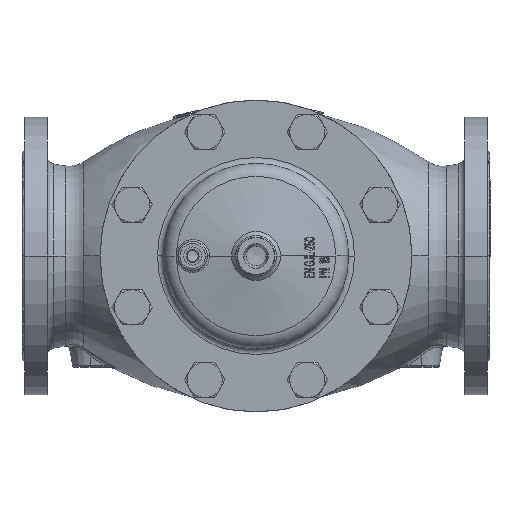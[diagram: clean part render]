
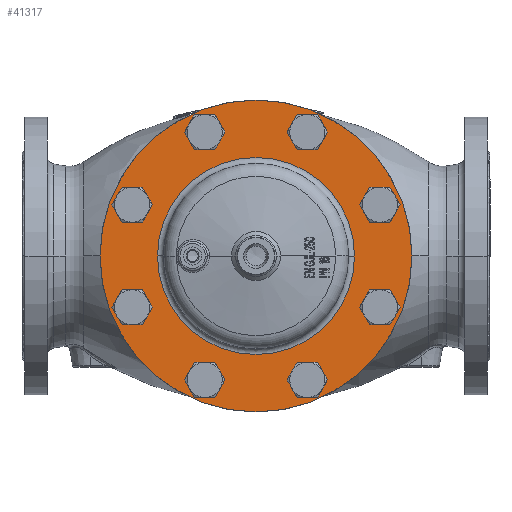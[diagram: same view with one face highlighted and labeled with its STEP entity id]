
A CAD part, front view. The second image highlights one B-rep face of the part: STEP entity #41317.
In plain terms, the highlighted planar face has unit normal (0, -1, 0).
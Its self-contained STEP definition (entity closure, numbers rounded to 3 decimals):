
#34186=CARTESIAN_POINT('',(0.,95.,0.));
#34187=DIRECTION('',(0.,-1.,0.));
#34188=DIRECTION('',(-1.,0.,0.));
#34189=AXIS2_PLACEMENT_3D('',#34186,#34187,#34188);
#34191=CARTESIAN_POINT('',(0.,95.,0.));
#34192=DIRECTION('',(0.,-1.,0.));
#34193=DIRECTION('',(1.,0.,0.));
#34194=AXIS2_PLACEMENT_3D('',#34191,#34192,#34193);
#34196=CARTESIAN_POINT('',(-127.033,95.,52.619));
#34197=DIRECTION('',(0.,1.,0.));
#34198=DIRECTION('',(-1.,0.,0.));
#34199=AXIS2_PLACEMENT_3D('',#34196,#34197,#34198);
#34201=CARTESIAN_POINT('',(-127.033,95.,52.619));
#34202=DIRECTION('',(0.,1.,0.));
#34203=DIRECTION('',(1.,0.,0.));
#34204=AXIS2_PLACEMENT_3D('',#34201,#34202,#34203);
#34206=CARTESIAN_POINT('',(-52.619,95.,127.033));
#34207=DIRECTION('',(0.,1.,0.));
#34208=DIRECTION('',(-1.,0.,0.));
#34209=AXIS2_PLACEMENT_3D('',#34206,#34207,#34208);
#34211=CARTESIAN_POINT('',(-52.619,95.,127.033));
#34212=DIRECTION('',(0.,1.,0.));
#34213=DIRECTION('',(1.,0.,0.));
#34214=AXIS2_PLACEMENT_3D('',#34211,#34212,#34213);
#34216=CARTESIAN_POINT('',(52.619,95.,127.033));
#34217=DIRECTION('',(0.,1.,0.));
#34218=DIRECTION('',(-1.,0.,0.));
#34219=AXIS2_PLACEMENT_3D('',#34216,#34217,#34218);
#34221=CARTESIAN_POINT('',(52.619,95.,127.033));
#34222=DIRECTION('',(0.,1.,0.));
#34223=DIRECTION('',(1.,0.,0.));
#34224=AXIS2_PLACEMENT_3D('',#34221,#34222,#34223);
#34226=CARTESIAN_POINT('',(127.033,95.,52.619));
#34227=DIRECTION('',(0.,1.,0.));
#34228=DIRECTION('',(-1.,0.,0.));
#34229=AXIS2_PLACEMENT_3D('',#34226,#34227,#34228);
#34231=CARTESIAN_POINT('',(127.033,95.,52.619));
#34232=DIRECTION('',(0.,1.,0.));
#34233=DIRECTION('',(1.,0.,0.));
#34234=AXIS2_PLACEMENT_3D('',#34231,#34232,#34233);
#34236=CARTESIAN_POINT('',(127.033,95.,-52.619));
#34237=DIRECTION('',(0.,1.,0.));
#34238=DIRECTION('',(-1.,0.,0.));
#34239=AXIS2_PLACEMENT_3D('',#34236,#34237,#34238);
#34241=CARTESIAN_POINT('',(127.033,95.,-52.619));
#34242=DIRECTION('',(0.,1.,0.));
#34243=DIRECTION('',(1.,0.,0.));
#34244=AXIS2_PLACEMENT_3D('',#34241,#34242,#34243);
#34246=CARTESIAN_POINT('',(52.619,95.,-127.033));
#34247=DIRECTION('',(0.,1.,0.));
#34248=DIRECTION('',(-1.,0.,0.));
#34249=AXIS2_PLACEMENT_3D('',#34246,#34247,#34248);
#34251=CARTESIAN_POINT('',(52.619,95.,-127.033));
#34252=DIRECTION('',(0.,1.,0.));
#34253=DIRECTION('',(1.,0.,0.));
#34254=AXIS2_PLACEMENT_3D('',#34251,#34252,#34253);
#34256=CARTESIAN_POINT('',(-52.619,95.,-127.033));
#34257=DIRECTION('',(0.,1.,0.));
#34258=DIRECTION('',(-1.,0.,0.));
#34259=AXIS2_PLACEMENT_3D('',#34256,#34257,#34258);
#34261=CARTESIAN_POINT('',(-52.619,95.,-127.033));
#34262=DIRECTION('',(0.,1.,0.));
#34263=DIRECTION('',(1.,0.,0.));
#34264=AXIS2_PLACEMENT_3D('',#34261,#34262,#34263);
#34266=CARTESIAN_POINT('',(-127.033,95.,-52.619));
#34267=DIRECTION('',(0.,1.,0.));
#34268=DIRECTION('',(-1.,0.,0.));
#34269=AXIS2_PLACEMENT_3D('',#34266,#34267,#34268);
#34271=CARTESIAN_POINT('',(-127.033,95.,-52.619));
#34272=DIRECTION('',(0.,1.,0.));
#34273=DIRECTION('',(1.,0.,0.));
#34274=AXIS2_PLACEMENT_3D('',#34271,#34272,#34273);
#34280=CARTESIAN_POINT('',(0.,95.,0.));
#34281=DIRECTION('',(0.,-1.,0.));
#34282=DIRECTION('',(1.,0.,0.));
#34283=AXIS2_PLACEMENT_3D('',#34280,#34281,#34282);
#34289=CARTESIAN_POINT('',(0.,95.,0.));
#34290=DIRECTION('',(0.,1.,0.));
#34291=DIRECTION('',(1.,0.,0.));
#34292=AXIS2_PLACEMENT_3D('',#34289,#34290,#34291);
#37758=CARTESIAN_POINT('',(159.882,95.,0.));
#37760=VERTEX_POINT('',#37758);
#37786=CARTESIAN_POINT('',(-159.882,95.,0.));
#37788=VERTEX_POINT('',#37786);
#37816=CARTESIAN_POINT('',(-101.,95.,0.));
#37817=CARTESIAN_POINT('',(101.,95.,0.));
#37818=VERTEX_POINT('',#37816);
#37819=VERTEX_POINT('',#37817);
#37878=CARTESIAN_POINT('',(-141.033,95.,52.619));
#37879=CARTESIAN_POINT('',(-113.033,95.,52.619));
#37880=VERTEX_POINT('',#37878);
#37881=VERTEX_POINT('',#37879);
#37894=CARTESIAN_POINT('',(-66.619,95.,127.033));
#37895=CARTESIAN_POINT('',(-38.619,95.,127.033));
#37896=VERTEX_POINT('',#37894);
#37897=VERTEX_POINT('',#37895);
#37908=CARTESIAN_POINT('',(38.619,95.,127.033));
#37909=CARTESIAN_POINT('',(66.619,95.,127.033));
#37910=VERTEX_POINT('',#37908);
#37911=VERTEX_POINT('',#37909);
#37922=CARTESIAN_POINT('',(113.033,95.,52.619));
#37923=CARTESIAN_POINT('',(141.033,95.,52.619));
#37924=VERTEX_POINT('',#37922);
#37925=VERTEX_POINT('',#37923);
#37936=CARTESIAN_POINT('',(113.033,95.,-52.619));
#37937=CARTESIAN_POINT('',(141.033,95.,-52.619));
#37938=VERTEX_POINT('',#37936);
#37939=VERTEX_POINT('',#37937);
#37950=CARTESIAN_POINT('',(38.619,95.,-127.033));
#37951=CARTESIAN_POINT('',(66.619,95.,-127.033));
#37952=VERTEX_POINT('',#37950);
#37953=VERTEX_POINT('',#37951);
#37964=CARTESIAN_POINT('',(-66.619,95.,-127.033));
#37965=CARTESIAN_POINT('',(-38.619,95.,-127.033));
#37966=VERTEX_POINT('',#37964);
#37967=VERTEX_POINT('',#37965);
#37978=CARTESIAN_POINT('',(-141.033,95.,-52.619));
#37979=CARTESIAN_POINT('',(-113.033,95.,-52.619));
#37980=VERTEX_POINT('',#37978);
#37981=VERTEX_POINT('',#37979);
#41253=CARTESIAN_POINT('',(0.,95.,0.));
#41254=DIRECTION('',(0.,1.,0.));
#41255=DIRECTION('',(1.,0.,0.));
#41256=AXIS2_PLACEMENT_3D('',#41253,#41254,#41255);
#41257=PLANE('',#41256);
#41259=ORIENTED_EDGE('',*,*,#41258,.F.);
#41261=ORIENTED_EDGE('',*,*,#41260,.T.);
#41262=EDGE_LOOP('',(#41259,#41261));
#41263=FACE_OUTER_BOUND('',#41262,.F.);
#41265=ORIENTED_EDGE('',*,*,#41264,.T.);
#41266=ORIENTED_EDGE('',*,*,#41243,.T.);
#41267=EDGE_LOOP('',(#41265,#41266));
#41268=FACE_BOUND('',#41267,.F.);
#41270=ORIENTED_EDGE('',*,*,#41269,.F.);
#41272=ORIENTED_EDGE('',*,*,#41271,.F.);
#41273=EDGE_LOOP('',(#41270,#41272));
#41274=FACE_BOUND('',#41273,.F.);
#41276=ORIENTED_EDGE('',*,*,#41275,.F.);
#41278=ORIENTED_EDGE('',*,*,#41277,.F.);
#41279=EDGE_LOOP('',(#41276,#41278));
#41280=FACE_BOUND('',#41279,.F.);
#41282=ORIENTED_EDGE('',*,*,#41281,.F.);
#41284=ORIENTED_EDGE('',*,*,#41283,.F.);
#41285=EDGE_LOOP('',(#41282,#41284));
#41286=FACE_BOUND('',#41285,.F.);
#41288=ORIENTED_EDGE('',*,*,#41287,.F.);
#41290=ORIENTED_EDGE('',*,*,#41289,.F.);
#41291=EDGE_LOOP('',(#41288,#41290));
#41292=FACE_BOUND('',#41291,.F.);
#41294=ORIENTED_EDGE('',*,*,#41293,.F.);
#41296=ORIENTED_EDGE('',*,*,#41295,.F.);
#41297=EDGE_LOOP('',(#41294,#41296));
#41298=FACE_BOUND('',#41297,.F.);
#41300=ORIENTED_EDGE('',*,*,#41299,.F.);
#41302=ORIENTED_EDGE('',*,*,#41301,.F.);
#41303=EDGE_LOOP('',(#41300,#41302));
#41304=FACE_BOUND('',#41303,.F.);
#41306=ORIENTED_EDGE('',*,*,#41305,.F.);
#41308=ORIENTED_EDGE('',*,*,#41307,.F.);
#41309=EDGE_LOOP('',(#41306,#41308));
#41310=FACE_BOUND('',#41309,.F.);
#41312=ORIENTED_EDGE('',*,*,#41311,.F.);
#41314=ORIENTED_EDGE('',*,*,#41313,.F.);
#41315=EDGE_LOOP('',(#41312,#41314));
#41316=FACE_BOUND('',#41315,.F.);
#41317=ADVANCED_FACE('',(#41263,#41268,#41274,#41280,#41286,#41292,#41298,
#41304,#41310,#41316),#41257,.F.);
#34190=CIRCLE('',#34189,101.);
#34195=CIRCLE('',#34194,101.);
#34200=CIRCLE('',#34199,14.);
#34205=CIRCLE('',#34204,14.);
#34210=CIRCLE('',#34209,14.);
#34215=CIRCLE('',#34214,14.);
#34220=CIRCLE('',#34219,14.);
#34225=CIRCLE('',#34224,14.);
#34230=CIRCLE('',#34229,14.);
#34235=CIRCLE('',#34234,14.);
#34240=CIRCLE('',#34239,14.);
#34245=CIRCLE('',#34244,14.);
#34250=CIRCLE('',#34249,14.);
#34255=CIRCLE('',#34254,14.);
#34260=CIRCLE('',#34259,14.);
#34265=CIRCLE('',#34264,14.);
#34270=CIRCLE('',#34269,14.);
#34275=CIRCLE('',#34274,14.);
#34284=CIRCLE('',#34283,159.882);
#34293=CIRCLE('',#34292,159.882);
#41243=EDGE_CURVE('',#37819,#37818,#34195,.T.);
#41258=EDGE_CURVE('',#37760,#37788,#34284,.T.);
#41260=EDGE_CURVE('',#37760,#37788,#34293,.T.);
#41264=EDGE_CURVE('',#37818,#37819,#34190,.T.);
#41269=EDGE_CURVE('',#37880,#37881,#34200,.T.);
#41271=EDGE_CURVE('',#37881,#37880,#34205,.T.);
#41275=EDGE_CURVE('',#37896,#37897,#34210,.T.);
#41277=EDGE_CURVE('',#37897,#37896,#34215,.T.);
#41281=EDGE_CURVE('',#37910,#37911,#34220,.T.);
#41283=EDGE_CURVE('',#37911,#37910,#34225,.T.);
#41287=EDGE_CURVE('',#37924,#37925,#34230,.T.);
#41289=EDGE_CURVE('',#37925,#37924,#34235,.T.);
#41293=EDGE_CURVE('',#37938,#37939,#34240,.T.);
#41295=EDGE_CURVE('',#37939,#37938,#34245,.T.);
#41299=EDGE_CURVE('',#37952,#37953,#34250,.T.);
#41301=EDGE_CURVE('',#37953,#37952,#34255,.T.);
#41305=EDGE_CURVE('',#37966,#37967,#34260,.T.);
#41307=EDGE_CURVE('',#37967,#37966,#34265,.T.);
#41311=EDGE_CURVE('',#37980,#37981,#34270,.T.);
#41313=EDGE_CURVE('',#37981,#37980,#34275,.T.);
